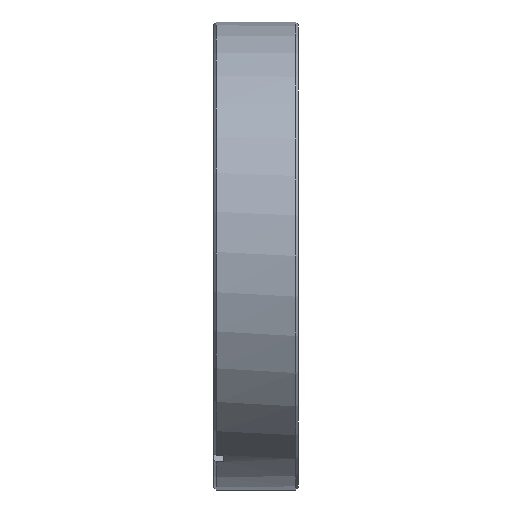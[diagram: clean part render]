
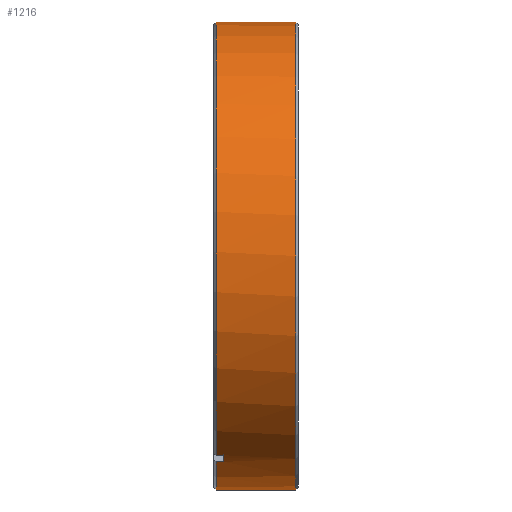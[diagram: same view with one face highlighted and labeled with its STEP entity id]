
A CAD part, left-side view. The second image highlights one B-rep face of the part: STEP entity #1216.
In plain terms, the highlighted cylindrical face has radius 35 mm (diameter 70 mm), a partial arc.
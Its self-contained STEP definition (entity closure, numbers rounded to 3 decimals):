
#98 = LINE ( 'NONE', #99, #298 ) ;
#99 = CARTESIAN_POINT ( 'NONE',  ( -16.627, 31.392, -30.799 ) ) ;
#103 = LINE ( 'NONE', #104, #301 ) ;
#104 = CARTESIAN_POINT ( 'NONE',  ( -18.359, 31.392, -29.799 ) ) ;
#108 = DIRECTION ( 'NONE',  ( 0., -1., 0. ) ) ;
#109 = CARTESIAN_POINT ( 'NONE',  ( 0., 11.2, 0. ) ) ;
#110 = DIRECTION ( 'NONE',  ( 0., 1., 0. ) ) ;
#111 = DIRECTION ( 'NONE',  ( 0., 0., -1. ) ) ;
#112 = DIRECTION ( 'NONE',  ( 0., 1., 0. ) ) ;
#113 = CARTESIAN_POINT ( 'NONE',  ( 0., 12.3, 0. ) ) ;
#114 = DIRECTION ( 'NONE',  ( 0., -1., 0. ) ) ;
#115 = DIRECTION ( 'NONE',  ( 0., 0., 1. ) ) ;
#116 = CARTESIAN_POINT ( 'NONE',  ( 0., 0.4, 0. ) ) ;
#117 = DIRECTION ( 'NONE',  ( 0., 1., 0. ) ) ;
#118 = DIRECTION ( 'NONE',  ( 0., 0., -1. ) ) ;
#125 = CARTESIAN_POINT ( 'NONE',  ( 0., 12.3, 0. ) ) ;
#126 = DIRECTION ( 'NONE',  ( 0., -1., 0. ) ) ;
#127 = DIRECTION ( 'NONE',  ( 0., 0., 1. ) ) ;
#215 = CARTESIAN_POINT ( 'NONE',  ( -18.359, 12.3, -29.799 ) ) ;
#298 = VECTOR ( 'NONE', #108, 1000. ) ;
#300 = CIRCLE ( 'NONE', #302, 35. ) ;
#301 = VECTOR ( 'NONE', #112, 1000. ) ;
#302 = AXIS2_PLACEMENT_3D ( 'NONE', #109, #110, #111 ) ;
#303 = CIRCLE ( 'NONE', #305, 35. ) ;
#304 = CIRCLE ( 'NONE', #307, 35. ) ;
#305 = AXIS2_PLACEMENT_3D ( 'NONE', #113, #114, #115 ) ;
#307 = AXIS2_PLACEMENT_3D ( 'NONE', #116, #117, #118 ) ;
#308 = CIRCLE ( 'NONE', #311, 35. ) ;
#311 = AXIS2_PLACEMENT_3D ( 'NONE', #125, #126, #127 ) ;
#548 = EDGE_LOOP ( 'NONE', ( #587, #598, #590, #601, #599, #551, #595, #552 ) ) ;
#551 = ORIENTED_EDGE ( 'NONE', *, *, #1291, .F. ) ;
#552 = ORIENTED_EDGE ( 'NONE', *, *, #1440, .T. ) ;
#587 = ORIENTED_EDGE ( 'NONE', *, *, #1184, .F. ) ;
#590 = ORIENTED_EDGE ( 'NONE', *, *, #1183, .T. ) ;
#595 = ORIENTED_EDGE ( 'NONE', *, *, #1290, .F. ) ;
#598 = ORIENTED_EDGE ( 'NONE', *, *, #1294, .T. ) ;
#599 = ORIENTED_EDGE ( 'NONE', *, *, #1292, .F. ) ;
#601 = ORIENTED_EDGE ( 'NONE', *, *, #1293, .T. ) ;
#741 = DIRECTION ( 'NONE',  ( 0., 1., 0. ) ) ;
#753 = CARTESIAN_POINT ( 'NONE',  ( 0., 31.392, 0. ) ) ;
#756 = CYLINDRICAL_SURFACE ( 'NONE', #1353, 35. ) ;
#757 = FACE_OUTER_BOUND ( 'NONE', #548, .T. ) ;
#759 = DIRECTION ( 'NONE',  ( 0., 0., 1. ) ) ;
#1025 = VERTEX_POINT ( 'NONE', #1555 ) ;
#1026 = VERTEX_POINT ( 'NONE', #1566 ) ;
#1028 = VERTEX_POINT ( 'NONE', #1567 ) ;
#1029 = VERTEX_POINT ( 'NONE', #1568 ) ;
#1032 = VERTEX_POINT ( 'NONE', #1571 ) ;
#1033 = VERTEX_POINT ( 'NONE', #1572 ) ;
#1036 = VERTEX_POINT ( 'NONE', #1574 ) ;
#1183 = EDGE_CURVE ( 'NONE', #1032, #1026, #1619, .T. ) ;
#1184 = EDGE_CURVE ( 'NONE', #1033, #1036, #1622, .T. ) ;
#1216 = ADVANCED_FACE ( 'NONE', ( #757 ), #756, .T. ) ;
#1290 = EDGE_CURVE ( 'NONE', #1028, #1025, #98, .T. ) ;
#1291 = EDGE_CURVE ( 'NONE', #1025, #1029, #300, .T. ) ;
#1292 = EDGE_CURVE ( 'NONE', #1029, #1757, #103, .T. ) ;
#1293 = EDGE_CURVE ( 'NONE', #1026, #1757, #303, .T. ) ;
#1294 = EDGE_CURVE ( 'NONE', #1033, #1032, #304, .T. ) ;
#1307 = VECTOR ( 'NONE', #1629, 1000. ) ;
#1308 = VECTOR ( 'NONE', #1627, 1000. ) ;
#1353 = AXIS2_PLACEMENT_3D ( 'NONE', #753, #741, #759 ) ;
#1440 = EDGE_CURVE ( 'NONE', #1028, #1036, #308, .T. ) ;
#1555 = CARTESIAN_POINT ( 'NONE',  ( -16.627, 11.2, -30.799 ) ) ;
#1566 = CARTESIAN_POINT ( 'NONE',  ( 0., 12.3, 35. ) ) ;
#1567 = CARTESIAN_POINT ( 'NONE',  ( -16.627, 12.3, -30.799 ) ) ;
#1568 = CARTESIAN_POINT ( 'NONE',  ( -18.359, 11.2, -29.799 ) ) ;
#1571 = CARTESIAN_POINT ( 'NONE',  ( 0., 0.4, 35. ) ) ;
#1572 = CARTESIAN_POINT ( 'NONE',  ( 0., 0.4, -35. ) ) ;
#1574 = CARTESIAN_POINT ( 'NONE',  ( 0., 12.3, -35. ) ) ;
#1599 = CARTESIAN_POINT ( 'NONE',  ( 0., 31.392, 35. ) ) ;
#1619 = LINE ( 'NONE', #1599, #1308 ) ;
#1622 = LINE ( 'NONE', #1628, #1307 ) ;
#1627 = DIRECTION ( 'NONE',  ( 0., 1., 0. ) ) ;
#1628 = CARTESIAN_POINT ( 'NONE',  ( 0., 31.392, -35. ) ) ;
#1629 = DIRECTION ( 'NONE',  ( 0., 1., 0. ) ) ;
#1757 = VERTEX_POINT ( 'NONE', #215 ) ;
